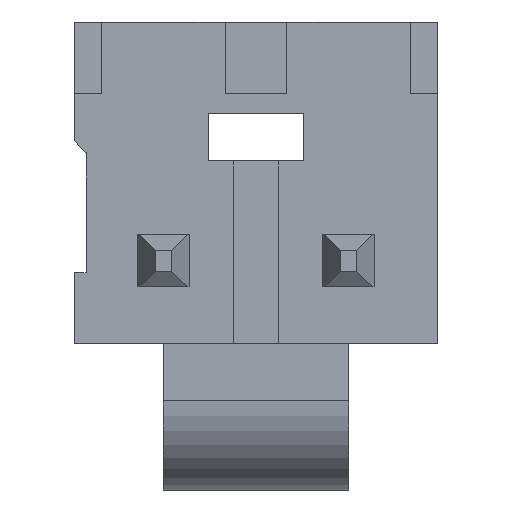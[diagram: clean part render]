
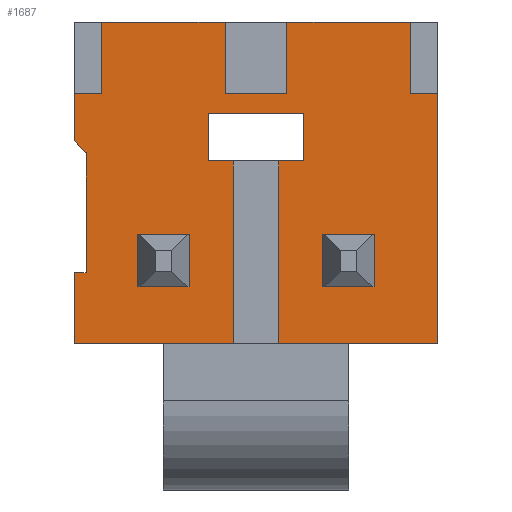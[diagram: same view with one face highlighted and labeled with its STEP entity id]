
A CAD part, front view. The second image highlights one B-rep face of the part: STEP entity #1687.
In plain terms, the highlighted planar face has unit normal (0, -1, 0).
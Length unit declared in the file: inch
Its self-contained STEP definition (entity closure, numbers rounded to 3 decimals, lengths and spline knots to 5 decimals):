
#5=DIRECTION('',(0.,0.,-1.));
#6=VECTOR('',#5,0.06);
#7=CARTESIAN_POINT('',(-0.153,-0.055,-0.0755));
#8=LINE('',#7,#6);
#58=DIRECTION('',(0.,0.,-1.));
#59=VECTOR('',#58,0.03961);
#60=CARTESIAN_POINT('',(-0.153,-0.055,0.0755));
#61=LINE('',#60,#59);
#282=DIRECTION('',(0.,0.,-1.));
#283=VECTOR('',#282,0.044);
#284=CARTESIAN_POINT('',(0.056,-0.055,-0.0435));
#285=LINE('',#284,#283);
#286=DIRECTION('',(1.,0.,0.));
#287=VECTOR('',#286,0.044);
#288=CARTESIAN_POINT('',(0.056,-0.055,-0.0875));
#289=LINE('',#288,#287);
#290=DIRECTION('',(0.,0.,-1.));
#291=VECTOR('',#290,0.044);
#292=CARTESIAN_POINT('',(0.1,-0.055,-0.0435));
#293=LINE('',#292,#291);
#294=DIRECTION('',(1.,0.,0.));
#295=VECTOR('',#294,0.044);
#296=CARTESIAN_POINT('',(0.056,-0.055,-0.0435));
#297=LINE('',#296,#295);
#298=DIRECTION('',(0.,0.,-1.));
#299=VECTOR('',#298,0.044);
#300=CARTESIAN_POINT('',(-0.1,-0.055,-0.0435));
#301=LINE('',#300,#299);
#302=DIRECTION('',(1.,0.,0.));
#303=VECTOR('',#302,0.044);
#304=CARTESIAN_POINT('',(-0.1,-0.055,-0.0875));
#305=LINE('',#304,#303);
#306=DIRECTION('',(0.,0.,-1.));
#307=VECTOR('',#306,0.044);
#308=CARTESIAN_POINT('',(-0.056,-0.055,-0.0435));
#309=LINE('',#308,#307);
#310=DIRECTION('',(1.,0.,0.));
#311=VECTOR('',#310,0.044);
#312=CARTESIAN_POINT('',(-0.1,-0.055,-0.0435));
#313=LINE('',#312,#311);
#314=DIRECTION('',(0.66,0.,-0.751));
#315=VECTOR('',#314,0.01516);
#316=CARTESIAN_POINT('',(-0.153,-0.055,0.03589));
#317=LINE('',#316,#315);
#318=DIRECTION('',(1.,0.,0.));
#319=VECTOR('',#318,0.023);
#320=CARTESIAN_POINT('',(-0.153,-0.055,0.0755));
#321=LINE('',#320,#319);
#322=DIRECTION('',(0.,0.,-1.));
#323=VECTOR('',#322,0.06);
#324=CARTESIAN_POINT('',(-0.026,-0.055,0.1355));
#325=LINE('',#324,#323);
#326=DIRECTION('',(1.,0.,0.));
#327=VECTOR('',#326,0.052);
#328=CARTESIAN_POINT('',(-0.026,-0.055,0.0755));
#329=LINE('',#328,#327);
#330=DIRECTION('',(0.,0.,-1.));
#331=VECTOR('',#330,0.06);
#332=CARTESIAN_POINT('',(0.13,-0.055,0.1355));
#333=LINE('',#332,#331);
#334=DIRECTION('',(1.,0.,0.));
#335=VECTOR('',#334,0.023);
#336=CARTESIAN_POINT('',(0.13,-0.055,0.0755));
#337=LINE('',#336,#335);
#338=DIRECTION('',(1.,0.,0.));
#339=VECTOR('',#338,0.059);
#340=CARTESIAN_POINT('',(0.019,-0.055,-0.1355));
#341=LINE('',#340,#339);
#342=DIRECTION('',(0.,0.,1.));
#343=VECTOR('',#342,0.154);
#344=CARTESIAN_POINT('',(0.019,-0.055,-0.1355));
#345=LINE('',#344,#343);
#346=DIRECTION('',(1.,0.,0.));
#347=VECTOR('',#346,0.021);
#348=CARTESIAN_POINT('',(0.019,-0.055,0.0185));
#349=LINE('',#348,#347);
#350=DIRECTION('',(0.,0.,1.));
#351=VECTOR('',#350,0.04);
#352=CARTESIAN_POINT('',(0.04,-0.055,0.0185));
#353=LINE('',#352,#351);
#354=DIRECTION('',(-1.,0.,0.));
#355=VECTOR('',#354,0.08);
#356=CARTESIAN_POINT('',(0.04,-0.055,0.0585));
#357=LINE('',#356,#355);
#358=DIRECTION('',(0.,0.,-1.));
#359=VECTOR('',#358,0.04);
#360=CARTESIAN_POINT('',(-0.04,-0.055,0.0585));
#361=LINE('',#360,#359);
#362=DIRECTION('',(1.,0.,0.));
#363=VECTOR('',#362,0.021);
#364=CARTESIAN_POINT('',(-0.04,-0.055,0.0185));
#365=LINE('',#364,#363);
#366=DIRECTION('',(0.,0.,1.));
#367=VECTOR('',#366,0.154);
#368=CARTESIAN_POINT('',(-0.019,-0.055,-0.1355));
#369=LINE('',#368,#367);
#370=DIRECTION('',(1.,0.,0.));
#371=VECTOR('',#370,0.059);
#372=CARTESIAN_POINT('',(-0.078,-0.055,-0.1355));
#373=LINE('',#372,#371);
#374=DIRECTION('',(1.,0.,0.));
#375=VECTOR('',#374,0.01);
#376=CARTESIAN_POINT('',(-0.153,-0.055,-0.0755));
#377=LINE('',#376,#375);
#378=DIRECTION('',(0.,0.,1.));
#379=VECTOR('',#378,0.1);
#380=CARTESIAN_POINT('',(-0.143,-0.055,-0.0755));
#381=LINE('',#380,#379);
#618=DIRECTION('',(-1.,0.,0.));
#619=VECTOR('',#618,0.104);
#620=CARTESIAN_POINT('',(0.13,-0.055,0.1355));
#621=LINE('',#620,#619);
#630=DIRECTION('',(-1.,0.,0.));
#631=VECTOR('',#630,0.104);
#632=CARTESIAN_POINT('',(-0.026,-0.055,0.1355));
#633=LINE('',#632,#631);
#634=DIRECTION('',(0.,0.,-1.));
#635=VECTOR('',#634,0.06);
#636=CARTESIAN_POINT('',(-0.13,-0.055,0.1355));
#637=LINE('',#636,#635);
#658=DIRECTION('',(0.,0.,-1.));
#659=VECTOR('',#658,0.211);
#660=CARTESIAN_POINT('',(0.153,-0.055,0.0755));
#661=LINE('',#660,#659);
#707=DIRECTION('',(1.,0.,0.));
#708=VECTOR('',#707,0.075);
#709=CARTESIAN_POINT('',(0.078,-0.055,-0.1355));
#710=LINE('',#709,#708);
#715=DIRECTION('',(1.,0.,0.));
#716=VECTOR('',#715,0.075);
#717=CARTESIAN_POINT('',(-0.153,-0.055,-0.1355));
#718=LINE('',#717,#716);
#915=DIRECTION('',(0.,0.,-1.));
#916=VECTOR('',#915,0.06);
#917=CARTESIAN_POINT('',(0.026,-0.055,0.1355));
#918=LINE('',#917,#916);
#931=CARTESIAN_POINT('',(-0.153,-0.055,-0.1355));
#933=VERTEX_POINT('',#931);
#943=CARTESIAN_POINT('',(-0.153,-0.055,0.0755));
#944=VERTEX_POINT('',#943);
#945=CARTESIAN_POINT('',(0.153,-0.055,0.0755));
#946=CARTESIAN_POINT('',(0.153,-0.055,-0.1355));
#947=VERTEX_POINT('',#945);
#948=VERTEX_POINT('',#946);
#967=CARTESIAN_POINT('',(0.026,-0.055,0.0755));
#968=VERTEX_POINT('',#967);
#969=CARTESIAN_POINT('',(0.13,-0.055,0.0755));
#970=VERTEX_POINT('',#969);
#971=CARTESIAN_POINT('',(0.026,-0.055,0.1355));
#972=VERTEX_POINT('',#971);
#973=CARTESIAN_POINT('',(0.13,-0.055,0.1355));
#974=VERTEX_POINT('',#973);
#1015=CARTESIAN_POINT('',(0.078,-0.055,-0.1355));
#1017=VERTEX_POINT('',#1015);
#1019=CARTESIAN_POINT('',(-0.078,-0.055,-0.1355));
#1021=VERTEX_POINT('',#1019);
#1023=CARTESIAN_POINT('',(0.056,-0.055,-0.0435));
#1024=CARTESIAN_POINT('',(0.056,-0.055,-0.0875));
#1025=VERTEX_POINT('',#1023);
#1026=VERTEX_POINT('',#1024);
#1027=CARTESIAN_POINT('',(0.1,-0.055,-0.0435));
#1028=CARTESIAN_POINT('',(0.1,-0.055,-0.0875));
#1029=VERTEX_POINT('',#1027);
#1030=VERTEX_POINT('',#1028);
#1043=CARTESIAN_POINT('',(-0.019,-0.055,-0.1355));
#1044=VERTEX_POINT('',#1043);
#1045=CARTESIAN_POINT('',(0.019,-0.055,-0.1355));
#1046=VERTEX_POINT('',#1045);
#1075=CARTESIAN_POINT('',(-0.13,-0.055,0.0755));
#1076=VERTEX_POINT('',#1075);
#1077=CARTESIAN_POINT('',(-0.026,-0.055,0.0755));
#1078=VERTEX_POINT('',#1077);
#1079=CARTESIAN_POINT('',(-0.13,-0.055,0.1355));
#1080=VERTEX_POINT('',#1079);
#1081=CARTESIAN_POINT('',(-0.026,-0.055,0.1355));
#1082=VERTEX_POINT('',#1081);
#1083=CARTESIAN_POINT('',(-0.1,-0.055,-0.0435));
#1084=CARTESIAN_POINT('',(-0.1,-0.055,-0.0875));
#1085=VERTEX_POINT('',#1083);
#1086=VERTEX_POINT('',#1084);
#1087=CARTESIAN_POINT('',(-0.056,-0.055,-0.0435));
#1088=CARTESIAN_POINT('',(-0.056,-0.055,-0.0875));
#1089=VERTEX_POINT('',#1087);
#1090=VERTEX_POINT('',#1088);
#1099=CARTESIAN_POINT('',(-0.04,-0.055,0.0585));
#1100=CARTESIAN_POINT('',(-0.04,-0.055,0.0185));
#1101=VERTEX_POINT('',#1099);
#1102=VERTEX_POINT('',#1100);
#1103=CARTESIAN_POINT('',(-0.019,-0.055,0.0185));
#1104=VERTEX_POINT('',#1103);
#1105=CARTESIAN_POINT('',(0.019,-0.055,0.0185));
#1106=CARTESIAN_POINT('',(0.04,-0.055,0.0185));
#1107=VERTEX_POINT('',#1105);
#1108=VERTEX_POINT('',#1106);
#1109=CARTESIAN_POINT('',(0.04,-0.055,0.0585));
#1110=VERTEX_POINT('',#1109);
#1220=CARTESIAN_POINT('',(-0.153,-0.055,-0.0755));
#1222=VERTEX_POINT('',#1220);
#1223=CARTESIAN_POINT('',(-0.143,-0.055,-0.0755));
#1224=VERTEX_POINT('',#1223);
#1227=CARTESIAN_POINT('',(-0.153,-0.055,0.03589));
#1228=CARTESIAN_POINT('',(-0.143,-0.055,0.0245));
#1229=VERTEX_POINT('',#1227);
#1230=VERTEX_POINT('',#1228);
#1615=CARTESIAN_POINT('',(-0.153,-0.055,0.0755));
#1616=DIRECTION('',(0.,-1.,0.));
#1617=DIRECTION('',(0.,0.,-1.));
#1618=AXIS2_PLACEMENT_3D('',#1615,#1616,#1617);
#1619=PLANE('',#1618);
#1621=ORIENTED_EDGE('',*,*,#1620,.F.);
#1622=ORIENTED_EDGE('',*,*,#1276,.F.);
#1624=ORIENTED_EDGE('',*,*,#1623,.T.);
#1626=ORIENTED_EDGE('',*,*,#1625,.F.);
#1628=ORIENTED_EDGE('',*,*,#1627,.F.);
#1630=ORIENTED_EDGE('',*,*,#1629,.T.);
#1632=ORIENTED_EDGE('',*,*,#1631,.T.);
#1634=ORIENTED_EDGE('',*,*,#1633,.F.);
#1636=ORIENTED_EDGE('',*,*,#1635,.F.);
#1638=ORIENTED_EDGE('',*,*,#1637,.T.);
#1640=ORIENTED_EDGE('',*,*,#1639,.T.);
#1642=ORIENTED_EDGE('',*,*,#1641,.T.);
#1644=ORIENTED_EDGE('',*,*,#1643,.F.);
#1646=ORIENTED_EDGE('',*,*,#1645,.F.);
#1648=ORIENTED_EDGE('',*,*,#1647,.T.);
#1650=ORIENTED_EDGE('',*,*,#1649,.T.);
#1652=ORIENTED_EDGE('',*,*,#1651,.T.);
#1654=ORIENTED_EDGE('',*,*,#1653,.T.);
#1656=ORIENTED_EDGE('',*,*,#1655,.T.);
#1658=ORIENTED_EDGE('',*,*,#1657,.T.);
#1660=ORIENTED_EDGE('',*,*,#1659,.F.);
#1662=ORIENTED_EDGE('',*,*,#1661,.F.);
#1664=ORIENTED_EDGE('',*,*,#1663,.F.);
#1665=ORIENTED_EDGE('',*,*,#1242,.F.);
#1666=ORIENTED_EDGE('',*,*,#1291,.T.);
#1668=ORIENTED_EDGE('',*,*,#1667,.T.);
#1669=EDGE_LOOP('',(#1621,#1622,#1624,#1626,#1628,#1630,#1632,#1634,#1636,#1638,
#1640,#1642,#1644,#1646,#1648,#1650,#1652,#1654,#1656,#1658,#1660,#1662,#1664,
#1665,#1666,#1668));
#1670=FACE_OUTER_BOUND('',#1669,.F.);
#1672=ORIENTED_EDGE('',*,*,#1671,.T.);
#1674=ORIENTED_EDGE('',*,*,#1673,.T.);
#1676=ORIENTED_EDGE('',*,*,#1675,.F.);
#1678=ORIENTED_EDGE('',*,*,#1677,.F.);
#1679=EDGE_LOOP('',(#1672,#1674,#1676,#1678));
#1680=FACE_BOUND('',#1679,.F.);
#1681=ORIENTED_EDGE('',*,*,#1375,.T.);
#1682=ORIENTED_EDGE('',*,*,#1533,.T.);
#1683=ORIENTED_EDGE('',*,*,#1504,.F.);
#1684=ORIENTED_EDGE('',*,*,#1476,.F.);
#1685=EDGE_LOOP('',(#1681,#1682,#1683,#1684));
#1686=FACE_BOUND('',#1685,.F.);
#1687=ADVANCED_FACE('',(#1670,#1680,#1686),#1619,.T.);
#1242=EDGE_CURVE('',#1222,#933,#8,.T.);
#1276=EDGE_CURVE('',#944,#1229,#61,.T.);
#1291=EDGE_CURVE('',#1222,#1224,#377,.T.);
#1375=EDGE_CURVE('',#1025,#1026,#285,.T.);
#1476=EDGE_CURVE('',#1025,#1029,#297,.T.);
#1504=EDGE_CURVE('',#1029,#1030,#293,.T.);
#1533=EDGE_CURVE('',#1026,#1030,#289,.T.);
#1620=EDGE_CURVE('',#1229,#1230,#317,.T.);
#1623=EDGE_CURVE('',#944,#1076,#321,.T.);
#1625=EDGE_CURVE('',#1080,#1076,#637,.T.);
#1627=EDGE_CURVE('',#1082,#1080,#633,.T.);
#1629=EDGE_CURVE('',#1082,#1078,#325,.T.);
#1631=EDGE_CURVE('',#1078,#968,#329,.T.);
#1633=EDGE_CURVE('',#972,#968,#918,.T.);
#1635=EDGE_CURVE('',#974,#972,#621,.T.);
#1637=EDGE_CURVE('',#974,#970,#333,.T.);
#1639=EDGE_CURVE('',#970,#947,#337,.T.);
#1641=EDGE_CURVE('',#947,#948,#661,.T.);
#1643=EDGE_CURVE('',#1017,#948,#710,.T.);
#1645=EDGE_CURVE('',#1046,#1017,#341,.T.);
#1647=EDGE_CURVE('',#1046,#1107,#345,.T.);
#1649=EDGE_CURVE('',#1107,#1108,#349,.T.);
#1651=EDGE_CURVE('',#1108,#1110,#353,.T.);
#1653=EDGE_CURVE('',#1110,#1101,#357,.T.);
#1655=EDGE_CURVE('',#1101,#1102,#361,.T.);
#1657=EDGE_CURVE('',#1102,#1104,#365,.T.);
#1659=EDGE_CURVE('',#1044,#1104,#369,.T.);
#1661=EDGE_CURVE('',#1021,#1044,#373,.T.);
#1663=EDGE_CURVE('',#933,#1021,#718,.T.);
#1667=EDGE_CURVE('',#1224,#1230,#381,.T.);
#1671=EDGE_CURVE('',#1085,#1086,#301,.T.);
#1673=EDGE_CURVE('',#1086,#1090,#305,.T.);
#1675=EDGE_CURVE('',#1089,#1090,#309,.T.);
#1677=EDGE_CURVE('',#1085,#1089,#313,.T.);
